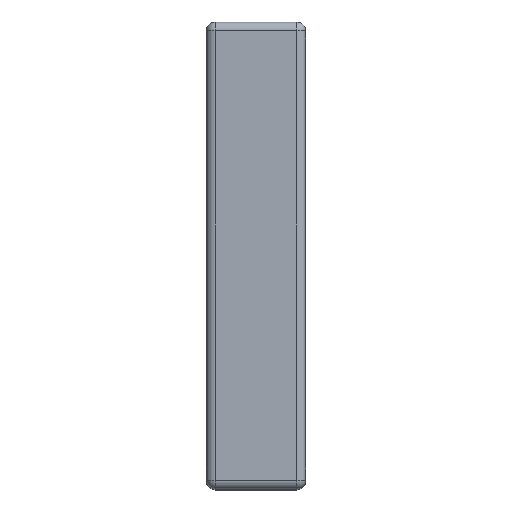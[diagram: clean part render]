
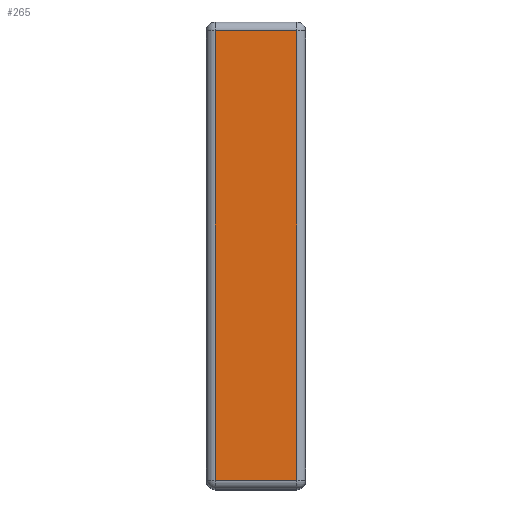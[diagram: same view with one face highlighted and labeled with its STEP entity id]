
A CAD part, top view. The second image highlights one B-rep face of the part: STEP entity #265.
In plain terms, the highlighted planar face has unit normal (0, 0, 1).
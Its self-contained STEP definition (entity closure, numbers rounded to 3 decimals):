
#78 = EDGE_LOOP ( 'NONE', ( #1313, #1765, #806, #630 ) ) ;
#265 = ADVANCED_FACE ( 'NONE', ( #849 ), #1735, .F. ) ;
#309 = CARTESIAN_POINT ( 'NONE',  ( 17., 38.5, 45. ) ) ;
#562 = CARTESIAN_POINT ( 'NONE',  ( 1.5, -38.5, 45. ) ) ;
#630 = ORIENTED_EDGE ( 'NONE', *, *, #1626, .T. ) ;
#652 = DIRECTION ( 'NONE',  ( 0., 0., -1. ) ) ;
#672 = EDGE_CURVE ( 'NONE', #917, #990, #1341, .T. ) ;
#718 = VECTOR ( 'NONE', #2314, 1000. ) ;
#806 = ORIENTED_EDGE ( 'NONE', *, *, #2839, .T. ) ;
#849 = FACE_OUTER_BOUND ( 'NONE', #78, .T. ) ;
#893 = VECTOR ( 'NONE', #2438, 1000. ) ;
#917 = VERTEX_POINT ( 'NONE', #562 ) ;
#990 = VERTEX_POINT ( 'NONE', #2598 ) ;
#1033 = VERTEX_POINT ( 'NONE', #2381 ) ;
#1181 = DIRECTION ( 'NONE',  ( -1., 0., 0. ) ) ;
#1186 = LINE ( 'NONE', #2711, #2471 ) ;
#1203 = CARTESIAN_POINT ( 'NONE',  ( 15.5, 40., 45. ) ) ;
#1255 = EDGE_CURVE ( 'NONE', #1033, #917, #1186, .T. ) ;
#1299 = CARTESIAN_POINT ( 'NONE',  ( 17., -38.5, 45. ) ) ;
#1313 = ORIENTED_EDGE ( 'NONE', *, *, #1255, .T. ) ;
#1341 = LINE ( 'NONE', #1299, #893 ) ;
#1403 = LINE ( 'NONE', #309, #1565 ) ;
#1565 = VECTOR ( 'NONE', #1181, 1000. ) ;
#1626 = EDGE_CURVE ( 'NONE', #2176, #1033, #1403, .T. ) ;
#1735 = PLANE ( 'NONE',  #1962 ) ;
#1761 = CARTESIAN_POINT ( 'NONE',  ( 17., 40., 45. ) ) ;
#1765 = ORIENTED_EDGE ( 'NONE', *, *, #672, .T. ) ;
#1874 = LINE ( 'NONE', #1203, #718 ) ;
#1923 = DIRECTION ( 'NONE',  ( 0., 1., 0. ) ) ;
#1962 = AXIS2_PLACEMENT_3D ( 'NONE', #1761, #652, #1923 ) ;
#2012 = DIRECTION ( 'NONE',  ( 0., -1., 0. ) ) ;
#2176 = VERTEX_POINT ( 'NONE', #2372 ) ;
#2314 = DIRECTION ( 'NONE',  ( 0., 1., 0. ) ) ;
#2372 = CARTESIAN_POINT ( 'NONE',  ( 15.5, 38.5, 45. ) ) ;
#2381 = CARTESIAN_POINT ( 'NONE',  ( 1.5, 38.5, 45. ) ) ;
#2438 = DIRECTION ( 'NONE',  ( 1., 0., 0. ) ) ;
#2471 = VECTOR ( 'NONE', #2012, 1000. ) ;
#2598 = CARTESIAN_POINT ( 'NONE',  ( 15.5, -38.5, 45. ) ) ;
#2711 = CARTESIAN_POINT ( 'NONE',  ( 1.5, -40., 45. ) ) ;
#2839 = EDGE_CURVE ( 'NONE', #990, #2176, #1874, .T. ) ;
